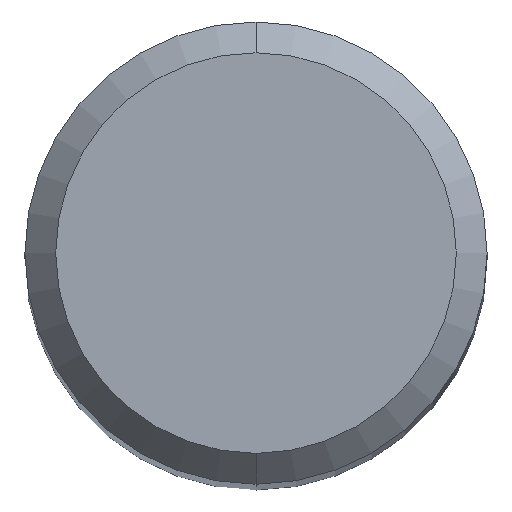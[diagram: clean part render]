
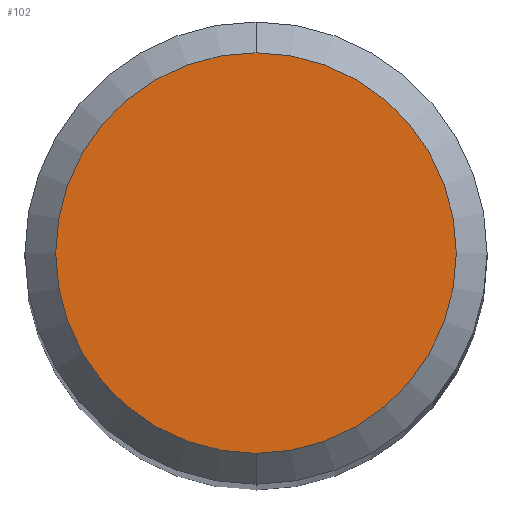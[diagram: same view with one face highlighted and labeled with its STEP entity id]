
A CAD part, top view. The second image highlights one B-rep face of the part: STEP entity #102.
In plain terms, the highlighted planar face has unit normal (0, 0, 1).
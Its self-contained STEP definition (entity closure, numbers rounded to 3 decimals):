
#102=ADVANCED_FACE('',(#259),#260,.T.);
#150=VERTEX_POINT('',#313);
#178=VERTEX_POINT('',#343);
#194=EDGE_CURVE('',#178,#150,#362,.T.);
#220=EDGE_CURVE('',#150,#178,#392,.T.);
#259=FACE_OUTER_BOUND('',#427,.T.);
#260=PLANE('',#428);
#313=CARTESIAN_POINT('',(0.,-2.6,0.0));
#343=CARTESIAN_POINT('',(0.0,2.6,0.0));
#362=CIRCLE('',#556,2.6);
#392=CIRCLE('',#594,2.6);
#427=EDGE_LOOP('',(#624,#625));
#428=AXIS2_PLACEMENT_3D('',#626,#627,#628);
#556=AXIS2_PLACEMENT_3D('',#744,#745,#746);
#594=AXIS2_PLACEMENT_3D('',#789,#790,#791);
#624=ORIENTED_EDGE('',*,*,#194,.F.);
#625=ORIENTED_EDGE('',*,*,#220,.F.);
#626=CARTESIAN_POINT('',(0.0,1.3,0.0));
#627=DIRECTION('',(-0.0,0.0,1.0));
#628=DIRECTION('',(0.0,-1.0,0.0));
#744=CARTESIAN_POINT('',(0.0,0.0,0.0));
#745=DIRECTION('',(0.0,0.0,-1.0));
#746=DIRECTION('',(0.0,1.0,0.0));
#789=CARTESIAN_POINT('',(0.0,0.0,0.0));
#790=DIRECTION('',(0.0,0.0,-1.0));
#791=DIRECTION('',(0.0,1.0,0.0));
